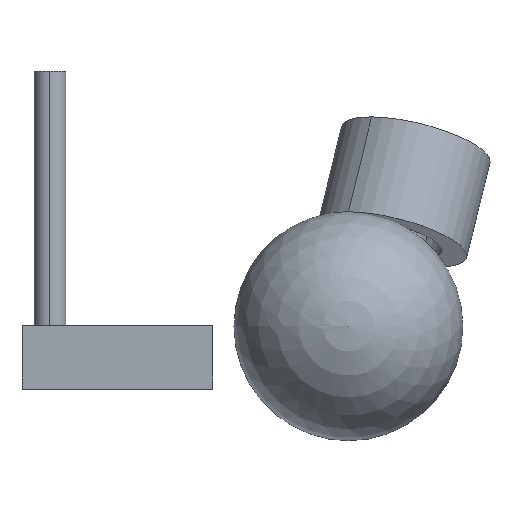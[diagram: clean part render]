
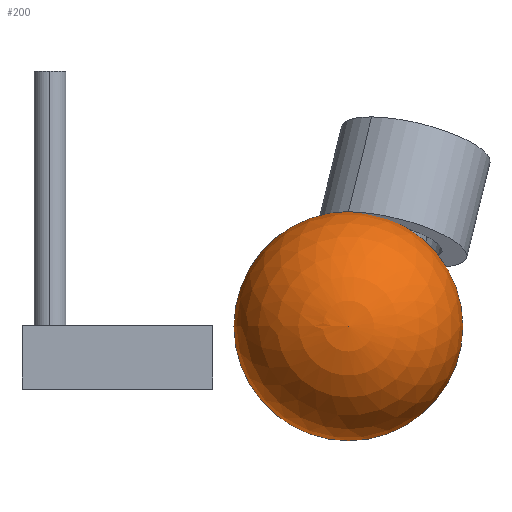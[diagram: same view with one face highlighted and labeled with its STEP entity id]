
A CAD part, top view. The second image highlights one B-rep face of the part: STEP entity #200.
In plain terms, the highlighted spherical face has radius 45 mm.
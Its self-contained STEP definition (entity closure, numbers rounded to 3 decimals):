
#195 = EDGE_CURVE ( 'NONE', #196, #197, #459, .T. ) ;
#196 = VERTEX_POINT ( 'NONE', #450 ) ;
#197 = VERTEX_POINT ( 'NONE', #449 ) ;
#199 = EDGE_CURVE ( 'NONE', #196, #197, #447, .T. ) ;
#200 = ADVANCED_FACE ( 'NONE', ( #448 ), #497, .T. ) ;
#201 = EDGE_LOOP ( 'NONE', ( #202, #236 ) ) ;
#202 = ORIENTED_EDGE ( 'NONE', *, *, #199, .F. ) ;
#236 = ORIENTED_EDGE ( 'NONE', *, *, #195, .T. ) ;
#442 = CARTESIAN_POINT ( 'NONE',  ( 0., 0., 0. ) ) ;
#443 = DIRECTION ( 'NONE',  ( -1., 0., 0. ) ) ;
#444 = DIRECTION ( 'NONE',  ( 0., 0., -1. ) ) ;
#445 = CARTESIAN_POINT ( 'NONE',  ( 0., 0., 0. ) ) ;
#446 = AXIS2_PLACEMENT_3D ( 'NONE', #445, #444, #443 ) ;
#447 = CIRCLE ( 'NONE', #446, 45. ) ;
#448 = FACE_OUTER_BOUND ( 'NONE', #201, .T. ) ;
#449 = CARTESIAN_POINT ( 'NONE',  ( 0., -45., 0. ) ) ;
#450 = CARTESIAN_POINT ( 'NONE',  ( 0., 45., 0. ) ) ;
#451 = DIRECTION ( 'NONE',  ( 1., 0., 0. ) ) ;
#452 = DIRECTION ( 'NONE',  ( 0., 0., 1. ) ) ;
#453 = CARTESIAN_POINT ( 'NONE',  ( 0., 0., 0. ) ) ;
#454 = AXIS2_PLACEMENT_3D ( 'NONE', #453, #452, #451 ) ;
#459 = CIRCLE ( 'NONE', #454, 45. ) ;
#494 = DIRECTION ( 'NONE',  ( -1., 0., 0. ) ) ;
#495 = DIRECTION ( 'NONE',  ( 0., 0., -1. ) ) ;
#496 = AXIS2_PLACEMENT_3D ( 'NONE', #442, #495, #494 ) ;
#497 = SPHERICAL_SURFACE ( 'NONE', #496, 45. ) ;
